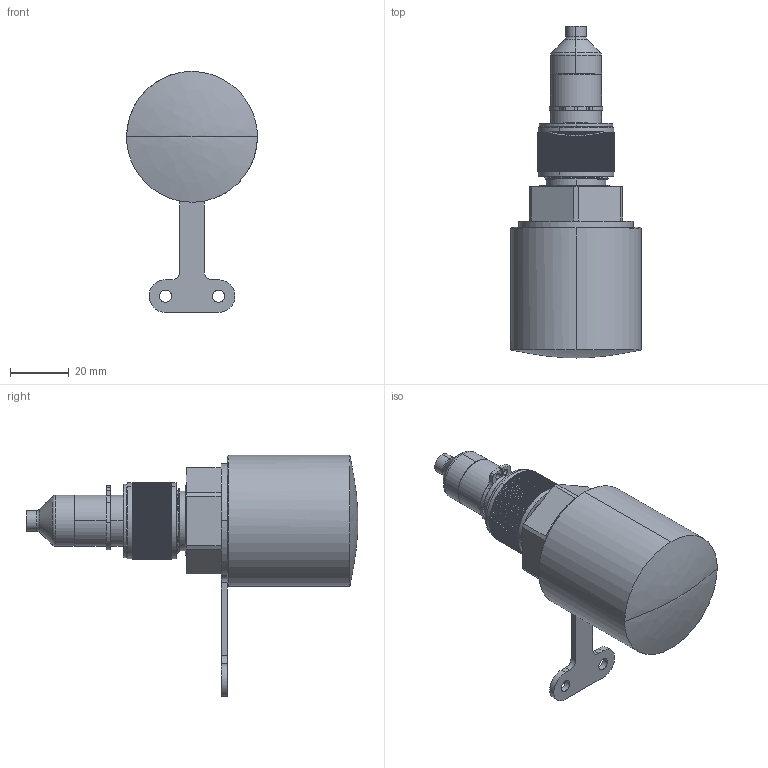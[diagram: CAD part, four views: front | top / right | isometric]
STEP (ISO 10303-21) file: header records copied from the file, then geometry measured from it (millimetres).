
FILE_DESCRIPTION(('FreeCAD Model'),'2;1');
FILE_NAME('Open CASCADE Shape Model','2025-05-03T09:37:37',('FreeCAD'),( 'FreeCAD'),'Open CASCADE STEP processor 7.6','FreeCAD','Unknown');
FILE_SCHEMA(('AUTOMOTIVE_DESIGN { 1 0 10303 214 1 1 1 1 }'));
Products named in the file (1): Open CASCADE STEP translator 7.6 1
Bounding box: 44.54 x 113.09 x 82.12 mm (x, y, z)
Volume: 73466.8 mm3; surface area: 48289.3 mm2
Topology: 12 solids, 12 shells, 1382 faces, 3245 edges, 1909 vertices
Faces by surface type: bspline 1382
Entity records: 52317 total; most frequent: CARTESIAN_POINT 33922, ORIENTED_EDGE 6462, EDGE_CURVE 3231, VERTEX_POINT 1909, B_SPLINE_CURVE_WITH_KNOTS 1760, FACE_BOUND 1441, EDGE_LOOP 1441, ADVANCED_FACE 1382
